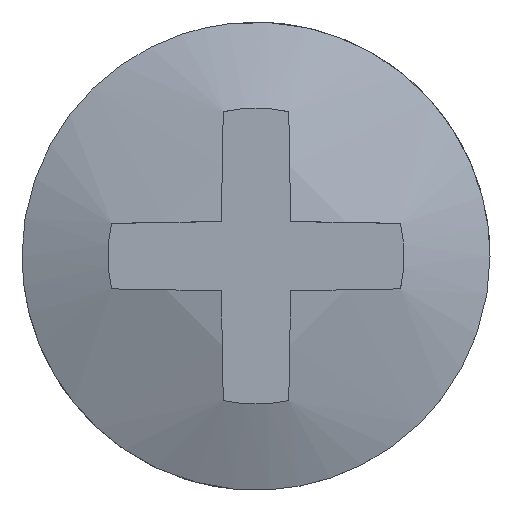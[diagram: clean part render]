
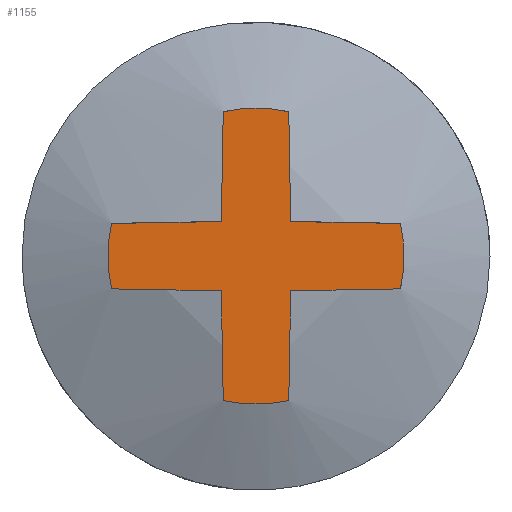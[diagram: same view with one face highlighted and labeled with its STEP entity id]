
A CAD part, top view. The second image highlights one B-rep face of the part: STEP entity #1155.
In plain terms, the highlighted free-form (B-spline) face has degree [1, 1] with [2, 2] control points.
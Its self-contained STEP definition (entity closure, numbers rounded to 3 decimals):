
#1032=CARTESIAN_POINT('',(-2.09,2.09,0.0));
#1033=CARTESIAN_POINT('',(2.09,2.09,0.0));
#1034=CARTESIAN_POINT('',(-2.09,-2.09,0.0));
#1035=CARTESIAN_POINT('',(2.09,-2.09,0.0));
#1036=B_SPLINE_SURFACE_WITH_KNOTS('',1,1,((#1032,#1034),(#1033,#1035)),.UNSPECIFIED.,.F.,.F.,.U.,(2,2),(2,2),(0.0,4.18),(0.0,4.18),.UNSPECIFIED.);
#1037=CARTESIAN_POINT('',(-0.445,-0.445,0.0));
#1038=VERTEX_POINT('',#1037);
#1039=CARTESIAN_POINT('',(-1.853,-0.42,0.0));
#1040=VERTEX_POINT('',#1039);
#1041=CARTESIAN_POINT('',(-0.445,-0.445,0.0));
#1042=CARTESIAN_POINT('',(-1.853,-0.42,0.0));
#1043=QUASI_UNIFORM_CURVE('',1,(#1041,#1042),.UNSPECIFIED.,.F.,.U.);
#1044=EDGE_CURVE('',#1038,#1040,#1043,.T.);
#1045=ORIENTED_EDGE('',*,*,#1044,.F.);
#1046=CARTESIAN_POINT('',(-0.42,-1.853,0.0));
#1047=VERTEX_POINT('',#1046);
#1048=CARTESIAN_POINT('',(-0.42,-1.853,0.0));
#1049=CARTESIAN_POINT('',(-0.445,-0.445,0.0));
#1050=QUASI_UNIFORM_CURVE('',1,(#1048,#1049),.UNSPECIFIED.,.F.,.U.);
#1051=EDGE_CURVE('',#1047,#1038,#1050,.T.);
#1052=ORIENTED_EDGE('',*,*,#1051,.F.);
#1053=CARTESIAN_POINT('',(0.42,-1.853,0.0));
#1054=VERTEX_POINT('',#1053);
#1055=CARTESIAN_POINT('',(-0.42,-1.853,0.0));
#1056=CARTESIAN_POINT('',(0.,-1.948,0.0));
#1057=CARTESIAN_POINT('',(0.42,-1.853,0.0));
#1065=(BOUNDED_CURVE()B_SPLINE_CURVE(2,(#1055,#1056,#1057),.UNSPECIFIED.,.F.,.U.)CURVE()GEOMETRIC_REPRESENTATION_ITEM()QUASI_UNIFORM_CURVE()RATIONAL_B_SPLINE_CURVE((1.0,0.975,1.0))REPRESENTATION_ITEM(''));
#1066=EDGE_CURVE('',#1047,#1054,#1065,.T.);
#1067=ORIENTED_EDGE('',*,*,#1066,.T.);
#1068=CARTESIAN_POINT('',(0.445,-0.445,0.0));
#1069=VERTEX_POINT('',#1068);
#1070=CARTESIAN_POINT('',(0.445,-0.445,0.0));
#1071=CARTESIAN_POINT('',(0.42,-1.853,0.0));
#1072=QUASI_UNIFORM_CURVE('',1,(#1070,#1071),.UNSPECIFIED.,.F.,.U.);
#1073=EDGE_CURVE('',#1069,#1054,#1072,.T.);
#1074=ORIENTED_EDGE('',*,*,#1073,.F.);
#1075=CARTESIAN_POINT('',(1.853,-0.42,0.0));
#1076=VERTEX_POINT('',#1075);
#1077=CARTESIAN_POINT('',(1.853,-0.42,0.0));
#1078=CARTESIAN_POINT('',(0.445,-0.445,0.0));
#1079=QUASI_UNIFORM_CURVE('',1,(#1077,#1078),.UNSPECIFIED.,.F.,.U.);
#1080=EDGE_CURVE('',#1076,#1069,#1079,.T.);
#1081=ORIENTED_EDGE('',*,*,#1080,.F.);
#1082=CARTESIAN_POINT('',(1.853,0.42,0.0));
#1083=VERTEX_POINT('',#1082);
#1084=CARTESIAN_POINT('',(1.853,-0.42,0.0));
#1085=CARTESIAN_POINT('',(1.948,0.,0.0));
#1086=CARTESIAN_POINT('',(1.853,0.42,0.0));
#1094=(BOUNDED_CURVE()B_SPLINE_CURVE(2,(#1084,#1085,#1086),.UNSPECIFIED.,.F.,.U.)CURVE()GEOMETRIC_REPRESENTATION_ITEM()QUASI_UNIFORM_CURVE()RATIONAL_B_SPLINE_CURVE((1.0,0.975,1.0))REPRESENTATION_ITEM(''));
#1095=EDGE_CURVE('',#1076,#1083,#1094,.T.);
#1096=ORIENTED_EDGE('',*,*,#1095,.T.);
#1097=CARTESIAN_POINT('',(0.445,0.443,0.0));
#1098=VERTEX_POINT('',#1097);
#1099=CARTESIAN_POINT('',(0.445,0.443,0.0));
#1100=CARTESIAN_POINT('',(1.853,0.42,0.0));
#1101=QUASI_UNIFORM_CURVE('',1,(#1099,#1100),.UNSPECIFIED.,.F.,.U.);
#1102=EDGE_CURVE('',#1098,#1083,#1101,.T.);
#1103=ORIENTED_EDGE('',*,*,#1102,.F.);
#1104=CARTESIAN_POINT('',(0.42,1.853,0.0));
#1105=VERTEX_POINT('',#1104);
#1106=CARTESIAN_POINT('',(0.42,1.853,0.0));
#1107=CARTESIAN_POINT('',(0.445,0.443,0.0));
#1108=QUASI_UNIFORM_CURVE('',1,(#1106,#1107),.UNSPECIFIED.,.F.,.U.);
#1109=EDGE_CURVE('',#1105,#1098,#1108,.T.);
#1110=ORIENTED_EDGE('',*,*,#1109,.F.);
#1111=CARTESIAN_POINT('',(-0.42,1.853,0.0));
#1112=VERTEX_POINT('',#1111);
#1113=CARTESIAN_POINT('',(0.42,1.853,0.0));
#1114=CARTESIAN_POINT('',(0.,1.948,0.0));
#1115=CARTESIAN_POINT('',(-0.42,1.853,0.0));
#1123=(BOUNDED_CURVE()B_SPLINE_CURVE(2,(#1113,#1114,#1115),.UNSPECIFIED.,.F.,.U.)CURVE()GEOMETRIC_REPRESENTATION_ITEM()QUASI_UNIFORM_CURVE()RATIONAL_B_SPLINE_CURVE((1.0,0.975,1.0))REPRESENTATION_ITEM(''));
#1124=EDGE_CURVE('',#1105,#1112,#1123,.T.);
#1125=ORIENTED_EDGE('',*,*,#1124,.T.);
#1126=CARTESIAN_POINT('',(-0.445,0.443,0.0));
#1127=VERTEX_POINT('',#1126);
#1128=CARTESIAN_POINT('',(-0.445,0.443,0.0));
#1129=CARTESIAN_POINT('',(-0.42,1.853,0.0));
#1130=QUASI_UNIFORM_CURVE('',1,(#1128,#1129),.UNSPECIFIED.,.F.,.U.);
#1131=EDGE_CURVE('',#1127,#1112,#1130,.T.);
#1132=ORIENTED_EDGE('',*,*,#1131,.F.);
#1133=CARTESIAN_POINT('',(-1.853,0.42,0.0));
#1134=VERTEX_POINT('',#1133);
#1135=CARTESIAN_POINT('',(-1.853,0.42,0.0));
#1136=CARTESIAN_POINT('',(-0.445,0.443,0.0));
#1137=QUASI_UNIFORM_CURVE('',1,(#1135,#1136),.UNSPECIFIED.,.F.,.U.);
#1138=EDGE_CURVE('',#1134,#1127,#1137,.T.);
#1139=ORIENTED_EDGE('',*,*,#1138,.F.);
#1140=CARTESIAN_POINT('',(-1.853,0.42,0.0));
#1141=CARTESIAN_POINT('',(-1.948,0.,0.0));
#1142=CARTESIAN_POINT('',(-1.853,-0.42,0.0));
#1150=(BOUNDED_CURVE()B_SPLINE_CURVE(2,(#1140,#1141,#1142),.UNSPECIFIED.,.F.,.U.)CURVE()GEOMETRIC_REPRESENTATION_ITEM()QUASI_UNIFORM_CURVE()RATIONAL_B_SPLINE_CURVE((1.0,0.975,1.0))REPRESENTATION_ITEM(''));
#1151=EDGE_CURVE('',#1134,#1040,#1150,.T.);
#1152=ORIENTED_EDGE('',*,*,#1151,.T.);
#1153=EDGE_LOOP('',(#1045,#1052,#1067,#1074,#1081,#1096,#1103,#1110,#1125,#1132,#1139,#1152));
#1154=FACE_OUTER_BOUND('',#1153,.T.);
#1155=ADVANCED_FACE('',(#1154),#1036,.F.);
